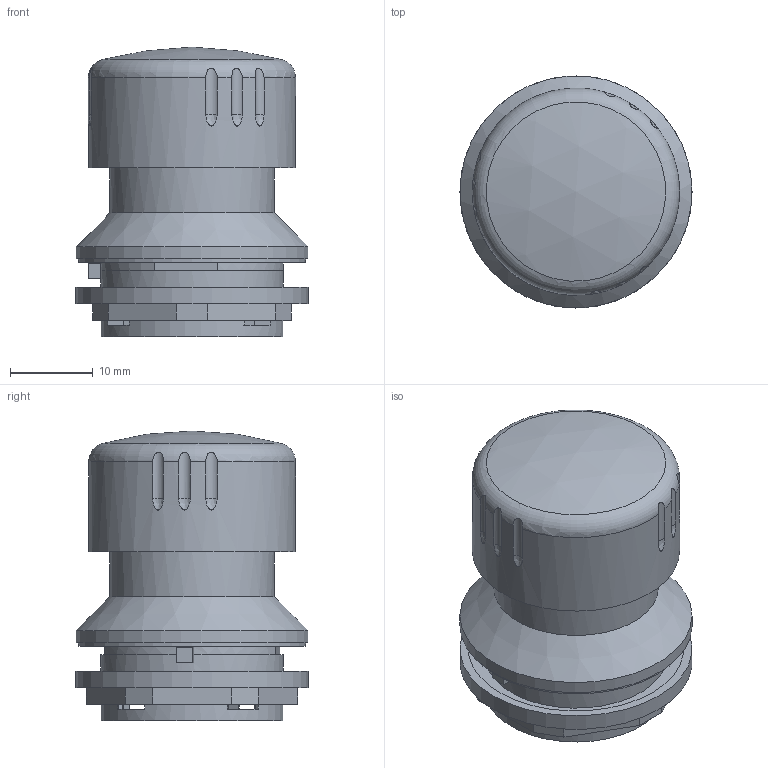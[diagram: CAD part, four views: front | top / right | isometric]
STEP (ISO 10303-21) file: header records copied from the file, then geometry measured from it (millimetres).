
FILE_DESCRIPTION(/* description */ (''),/* implementation_level */ '2;1');
FILE_NAME(/* name */ 'FRVKZAL.stp',/* time_stamp */ '2016-09-15T11:44:21+02:00',/* author */ ('mharscher'),/* organization */ (''),/* preprocessor_version */ 'ST-DEVELOPER v15.2',/* originating_system */ 'Autodesk Inventor 2014',/* authorisation */ '');
FILE_SCHEMA (('CONFIG_CONTROL_DESIGN'));
Length unit declared in the file: millimetre
Products named in the file (1): FRVKAL
Bounding box: 28 x 28 x 34.95 mm (x, y, z)
Volume: 12655.7 mm3; surface area: 5313.7 mm2
Topology: 1 solids, 1 shells, 144 faces, 415 edges, 271 vertices
Faces by surface type: plane 63, cylinder 49, bspline 27, cone 3, sphere 1, torus 1
Full cylindrical faces by diameter (mm): 1 x3, 11.8 x1, 18.8 x1, 19.85 x1, 22 x2, 25 x1, 26 x1, 27.4 x1, 28 x2
Entity records: 5574 total; most frequent: CARTESIAN_POINT 2077, ORIENTED_EDGE 776, DIRECTION 632, EDGE_CURVE 388, VERTEX_POINT 261, AXIS2_PLACEMENT_3D 222, LINE 188, VECTOR 188
